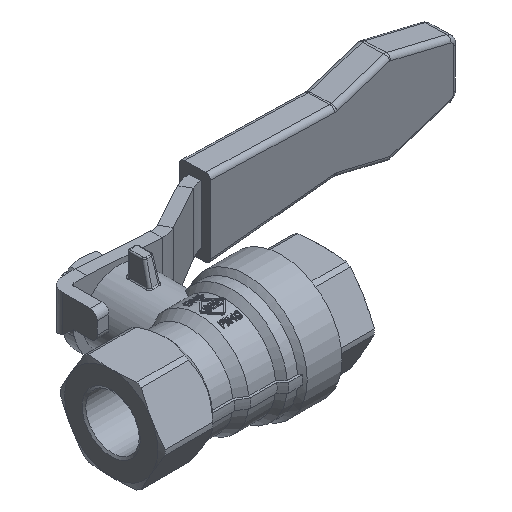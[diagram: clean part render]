
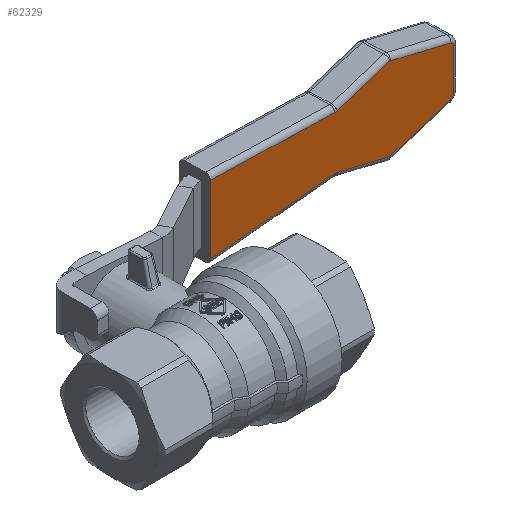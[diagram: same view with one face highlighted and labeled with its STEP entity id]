
A CAD part, isometric view. The second image highlights one B-rep face of the part: STEP entity #62329.
In plain terms, the highlighted planar face has unit normal (0.035, -0.999, 0).
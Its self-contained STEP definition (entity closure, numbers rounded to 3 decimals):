
#62222=CARTESIAN_POINT('',(52.814,28.014,-3.883));
#62223=DIRECTION('',(-0.035,0.999,0.));
#62224=DIRECTION('',(0.999,0.035,0.));
#62225=AXIS2_PLACEMENT_3D('',#62222,#62223,#62224);
#62226=PLANE('',#62225);
#62227=CARTESIAN_POINT('',(25.886,27.073,7.342));
#62228=VERTEX_POINT('',#62227);
#62229=CARTESIAN_POINT('',(53.345,28.032,5.662));
#62230=VERTEX_POINT('',#62229);
#62231=CARTESIAN_POINT('',(25.886,27.073,7.342));
#62232=DIRECTION('',(0.998,0.035,-0.061));
#62233=VECTOR('',#62232,27.528);
#62234=LINE('',#62231,#62233);
#62235=EDGE_CURVE('',#62228,#62230,#62234,.T.);
#62236=ORIENTED_EDGE('',*,*,#62235,.F.);
#62237=CARTESIAN_POINT('',(25.886,27.073,-7.342));
#62238=VERTEX_POINT('',#62237);
#62239=CARTESIAN_POINT('',(25.886,27.073,-7.342));
#62240=DIRECTION('',(0.0,0.0,1.0));
#62241=VECTOR('',#62240,14.685);
#62242=LINE('',#62239,#62241);
#62243=EDGE_CURVE('',#62238,#62228,#62242,.T.);
#62244=ORIENTED_EDGE('',*,*,#62243,.F.);
#62245=CARTESIAN_POINT('',(53.345,28.032,-5.662));
#62246=VERTEX_POINT('',#62245);
#62247=CARTESIAN_POINT('',(53.345,28.032,-5.662));
#62248=DIRECTION('',(-0.998,-0.035,-0.061));
#62249=VECTOR('',#62248,27.528);
#62250=LINE('',#62247,#62249);
#62251=EDGE_CURVE('',#62246,#62238,#62250,.T.);
#62252=ORIENTED_EDGE('',*,*,#62251,.F.);
#62253=CARTESIAN_POINT('',(53.985,28.055,-5.726));
#62254=VERTEX_POINT('',#62253);
#62255=CARTESIAN_POINT('',(53.467,28.037,-7.658));
#62256=DIRECTION('',(0.035,-0.999,0.));
#62257=DIRECTION('',(0.1,0.003,0.995));
#62258=AXIS2_PLACEMENT_3D('',#62255,#62256,#62257);
#62259=CIRCLE('',#62258,2.);
#62260=EDGE_CURVE('',#62254,#62246,#62259,.T.);
#62261=ORIENTED_EDGE('',*,*,#62260,.F.);
#62262=CARTESIAN_POINT('',(65.691,28.463,-8.865));
#62263=VERTEX_POINT('',#62262);
#62264=CARTESIAN_POINT('',(65.691,28.463,-8.865));
#62265=DIRECTION('',(-0.965,-0.034,0.259));
#62266=VECTOR('',#62265,12.126);
#62267=LINE('',#62264,#62266);
#62268=EDGE_CURVE('',#62263,#62254,#62267,.T.);
#62269=ORIENTED_EDGE('',*,*,#62268,.F.);
#62270=CARTESIAN_POINT('',(79.112,28.932,-5.266));
#62271=VERTEX_POINT('',#62270);
#62272=CARTESIAN_POINT('',(79.112,28.932,-5.266));
#62273=DIRECTION('',(-0.965,-0.034,-0.259));
#62274=VECTOR('',#62273,13.903);
#62275=LINE('',#62272,#62274);
#62276=EDGE_CURVE('',#62271,#62263,#62275,.T.);
#62277=ORIENTED_EDGE('',*,*,#62276,.F.);
#62278=CARTESIAN_POINT('',(79.853,28.958,-4.3));
#62279=VERTEX_POINT('',#62278);
#62280=CARTESIAN_POINT('',(78.853,28.923,-4.3));
#62281=DIRECTION('',(-0.035,0.999,0.));
#62282=DIRECTION('',(0.793,0.028,-0.609));
#62283=AXIS2_PLACEMENT_3D('',#62280,#62281,#62282);
#62284=CIRCLE('',#62283,1.);
#62285=EDGE_CURVE('',#62279,#62271,#62284,.T.);
#62286=ORIENTED_EDGE('',*,*,#62285,.F.);
#62287=CARTESIAN_POINT('',(79.853,28.958,4.3));
#62288=VERTEX_POINT('',#62287);
#62289=CARTESIAN_POINT('',(79.853,28.958,4.3));
#62290=DIRECTION('',(0.0,0.0,-1.0));
#62291=VECTOR('',#62290,8.601);
#62292=LINE('',#62289,#62291);
#62293=EDGE_CURVE('',#62288,#62279,#62292,.T.);
#62294=ORIENTED_EDGE('',*,*,#62293,.F.);
#62295=CARTESIAN_POINT('',(79.112,28.932,5.266));
#62296=VERTEX_POINT('',#62295);
#62297=CARTESIAN_POINT('',(78.853,28.923,4.3));
#62298=DIRECTION('',(-0.035,0.999,0.));
#62299=DIRECTION('',(0.793,0.028,0.609));
#62300=AXIS2_PLACEMENT_3D('',#62297,#62298,#62299);
#62301=CIRCLE('',#62300,1.);
#62302=EDGE_CURVE('',#62296,#62288,#62301,.T.);
#62303=ORIENTED_EDGE('',*,*,#62302,.F.);
#62304=CARTESIAN_POINT('',(65.691,28.463,8.865));
#62305=VERTEX_POINT('',#62304);
#62306=CARTESIAN_POINT('',(65.691,28.463,8.865));
#62307=DIRECTION('',(0.965,0.034,-0.259));
#62308=VECTOR('',#62307,13.903);
#62309=LINE('',#62306,#62308);
#62310=EDGE_CURVE('',#62305,#62296,#62309,.T.);
#62311=ORIENTED_EDGE('',*,*,#62310,.F.);
#62312=CARTESIAN_POINT('',(53.985,28.055,5.726));
#62313=VERTEX_POINT('',#62312);
#62314=CARTESIAN_POINT('',(53.985,28.055,5.726));
#62315=DIRECTION('',(0.965,0.034,0.259));
#62316=VECTOR('',#62315,12.126);
#62317=LINE('',#62314,#62316);
#62318=EDGE_CURVE('',#62313,#62305,#62317,.T.);
#62319=ORIENTED_EDGE('',*,*,#62318,.F.);
#62320=CARTESIAN_POINT('',(53.467,28.037,7.658));
#62321=DIRECTION('',(0.035,-0.999,0.));
#62322=DIRECTION('',(0.1,0.003,-0.995));
#62323=AXIS2_PLACEMENT_3D('',#62320,#62321,#62322);
#62324=CIRCLE('',#62323,2.);
#62325=EDGE_CURVE('',#62230,#62313,#62324,.T.);
#62326=ORIENTED_EDGE('',*,*,#62325,.F.);
#62327=EDGE_LOOP('',(#62236,#62244,#62252,#62261,#62269,#62277,#62286,#62294,#62303,#62311,#62319,#62326));
#62328=FACE_OUTER_BOUND('',#62327,.T.);
#62329=ADVANCED_FACE('',(#62328),#62226,.F.);
